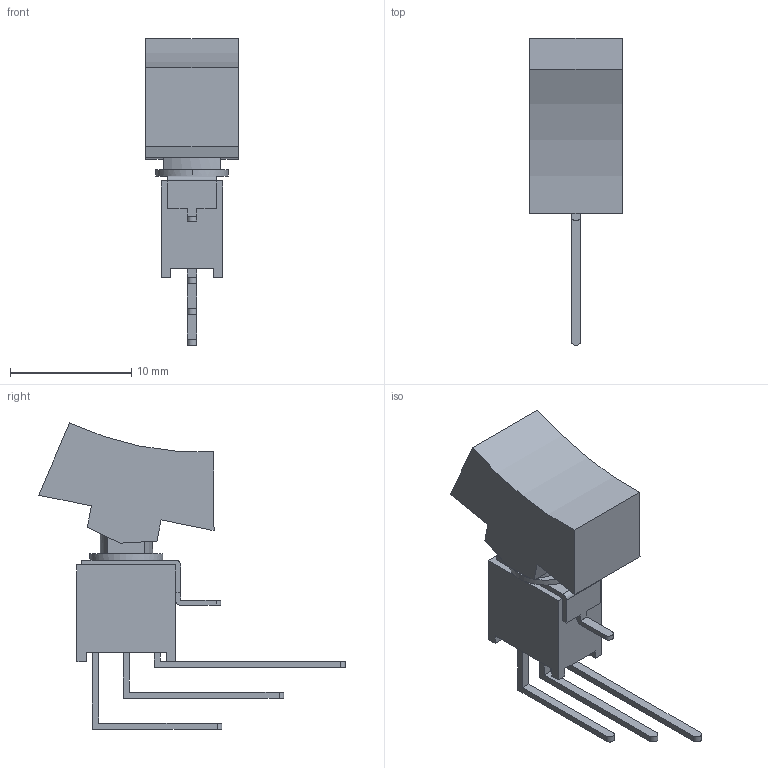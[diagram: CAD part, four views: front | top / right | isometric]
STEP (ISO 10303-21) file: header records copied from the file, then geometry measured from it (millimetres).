
FILE_DESCRIPTION((''),'2;1');
FILE_NAME('C-2267087-5','2017-06-28T',('workeradm'),('Tyco Electronics Ltd.'),'CREO PARAMETRIC BY PTC INC, 2016050','CREO PARAMETRIC BY PTC INC, 2016050','');
FILE_SCHEMA(('AUTOMOTIVE_DESIGN { 1 0 10303 214 1 1 1 1 }'));
Length unit declared in the file: millimetre
Products named in the file (1): C-2267087-5
Bounding box: 7.62 x 25.25 x 25.22 mm (x, y, z)
Volume: 1069.8 mm3; surface area: 948.8 mm2
Topology: 1 solids, 1 shells, 75 faces, 203 edges, 134 vertices
Faces by surface type: plane 63, cylinder 12
Entity records: 2517 total; most frequent: CARTESIAN_POINT 428, ORIENTED_EDGE 406, DIRECTION 377, EDGE_CURVE 203, VECTOR 175, LINE 175, VERTEX_POINT 134, COLOUR_RGB 126
